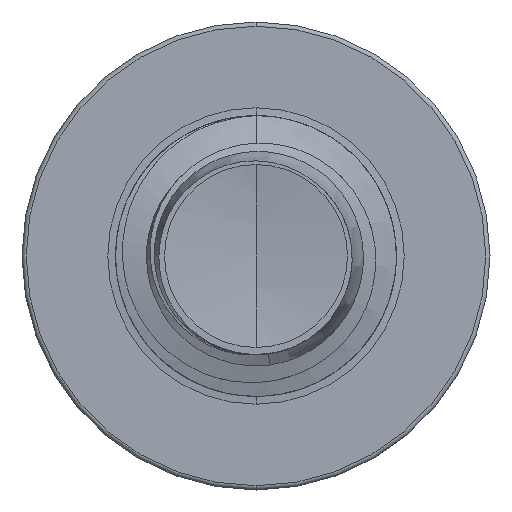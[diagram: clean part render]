
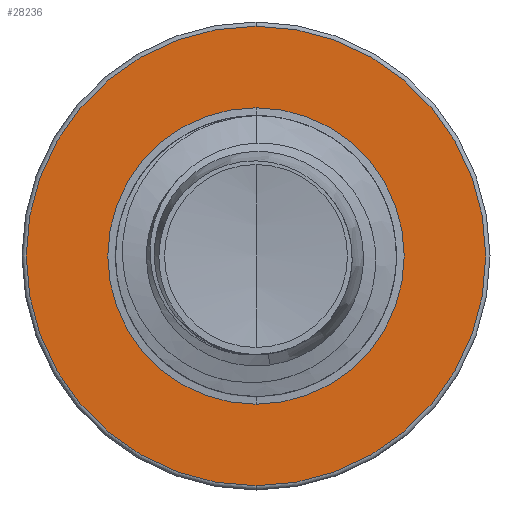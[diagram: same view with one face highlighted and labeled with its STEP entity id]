
A CAD part, front view. The second image highlights one B-rep face of the part: STEP entity #28236.
In plain terms, the highlighted planar face has unit normal (0, -1, 0).
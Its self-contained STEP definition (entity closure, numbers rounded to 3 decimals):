
#109 = VERTEX_POINT ( 'NONE', #25497 ) ;
#1088 = CIRCLE ( 'NONE', #8133, 2.375 ) ;
#1762 = DIRECTION ( 'NONE',  ( 0., 0., 1. ) ) ;
#2216 = AXIS2_PLACEMENT_3D ( 'NONE', #7736, #34821, #19165 ) ;
#2738 = EDGE_LOOP ( 'NONE', ( #28411, #14052 ) ) ;
#3217 = VERTEX_POINT ( 'NONE', #8570 ) ;
#4214 = AXIS2_PLACEMENT_3D ( 'NONE', #24089, #7630, #26736 ) ;
#4338 = FACE_BOUND ( 'NONE', #2738, .T. ) ;
#4764 = VERTEX_POINT ( 'NONE', #13757 ) ;
#5996 = VERTEX_POINT ( 'NONE', #24951 ) ;
#7630 = DIRECTION ( 'NONE',  ( 0., 1., 0. ) ) ;
#7736 = CARTESIAN_POINT ( 'NONE',  ( 0., 17.5, -2.375 ) ) ;
#8133 = AXIS2_PLACEMENT_3D ( 'NONE', #34483, #18836, #1762 ) ;
#8570 = CARTESIAN_POINT ( 'NONE',  ( 0., 17.5, 2.375 ) ) ;
#9230 = AXIS2_PLACEMENT_3D ( 'NONE', #10416, #29225, #13350 ) ;
#10416 = CARTESIAN_POINT ( 'NONE',  ( 0., 17.5, 0. ) ) ;
#12492 = AXIS2_PLACEMENT_3D ( 'NONE', #15054, #33409, #17783 ) ;
#13350 = DIRECTION ( 'NONE',  ( 0., 0., 1. ) ) ;
#13757 = CARTESIAN_POINT ( 'NONE',  ( 0., 17.5, -2.375 ) ) ;
#14052 = ORIENTED_EDGE ( 'NONE', *, *, #21083, .T. ) ;
#15054 = CARTESIAN_POINT ( 'NONE',  ( 0., 17.5, 0. ) ) ;
#15280 = CIRCLE ( 'NONE', #9230, 3.683 ) ;
#17470 = ORIENTED_EDGE ( 'NONE', *, *, #31415, .F. ) ;
#17783 = DIRECTION ( 'NONE',  ( 0., 0., 1. ) ) ;
#17994 = EDGE_LOOP ( 'NONE', ( #19053, #17470 ) ) ;
#18836 = DIRECTION ( 'NONE',  ( 0., 1., 0. ) ) ;
#19053 = ORIENTED_EDGE ( 'NONE', *, *, #23470, .F. ) ;
#19165 = DIRECTION ( 'NONE',  ( 0., 0., 1. ) ) ;
#21007 = CIRCLE ( 'NONE', #4214, 3.683 ) ;
#21083 = EDGE_CURVE ( 'NONE', #4764, #3217, #21952, .T. ) ;
#21952 = CIRCLE ( 'NONE', #12492, 2.375 ) ;
#23470 = EDGE_CURVE ( 'NONE', #5996, #109, #15280, .T. ) ;
#24089 = CARTESIAN_POINT ( 'NONE',  ( 0., 17.5, 0. ) ) ;
#24739 = FACE_OUTER_BOUND ( 'NONE', #17994, .T. ) ;
#24951 = CARTESIAN_POINT ( 'NONE',  ( 0., 17.5, 3.683 ) ) ;
#25497 = CARTESIAN_POINT ( 'NONE',  ( 0., 17.5, -3.682 ) ) ;
#26736 = DIRECTION ( 'NONE',  ( 0., 0., 1. ) ) ;
#28236 = ADVANCED_FACE ( 'NONE', ( #24739, #4338 ), #29528, .F. ) ;
#28411 = ORIENTED_EDGE ( 'NONE', *, *, #31369, .T. ) ;
#29225 = DIRECTION ( 'NONE',  ( 0., 1., 0. ) ) ;
#29528 = PLANE ( 'NONE',  #2216 ) ;
#31369 = EDGE_CURVE ( 'NONE', #3217, #4764, #1088, .T. ) ;
#31415 = EDGE_CURVE ( 'NONE', #109, #5996, #21007, .T. ) ;
#33409 = DIRECTION ( 'NONE',  ( 0., 1., 0. ) ) ;
#34483 = CARTESIAN_POINT ( 'NONE',  ( 0., 17.5, 0. ) ) ;
#34821 = DIRECTION ( 'NONE',  ( 0., 1., 0. ) ) ;
